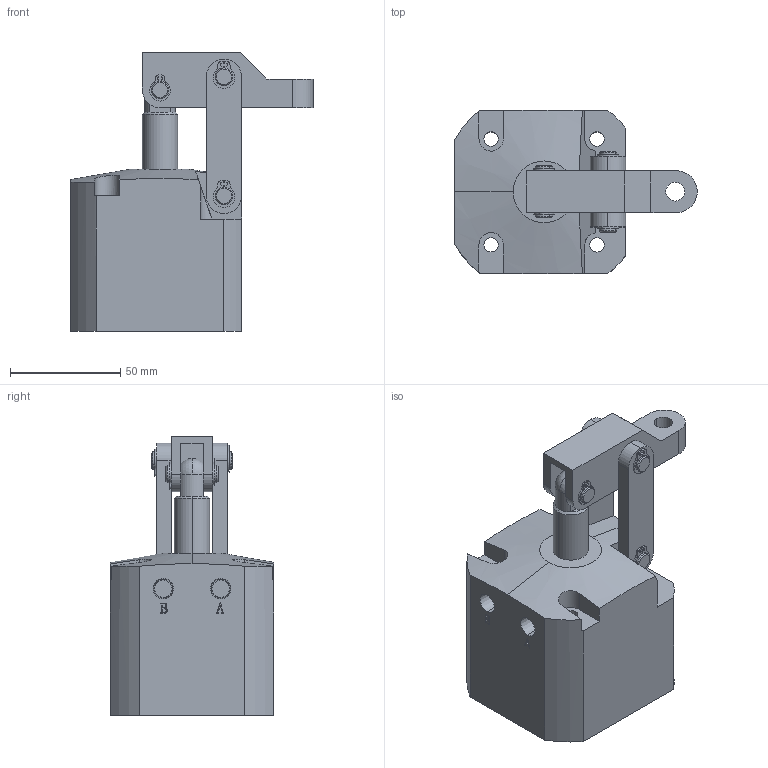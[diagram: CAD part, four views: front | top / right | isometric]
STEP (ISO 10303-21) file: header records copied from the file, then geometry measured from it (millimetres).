
FILE_DESCRIPTION (( 'STEP AP203' ), '1' );
FILE_NAME ('HUKW400A-D-SCS.STEP', '2020-08-24T08:53:31', ( '微软用户' ), ( '微软中国' ), 'SwSTEP 2.0', 'SolidWorks 2012', '' );
FILE_SCHEMA (( 'CONFIG_CONTROL_DESIGN' ));
Length unit declared in the file: millimetre
Products named in the file (9): HUKW400A-D-SCS; external circlip_bsi(BS 3673-4 - S008M); circlips for shaft--type a small gb(GB_CONNECTING_PIECE_RING_RRA 8); HUKV-W400酗种; HUKV-W400揤旋; HUKV-W400蟀裝; HUKV-W400傻种; HUKV-W400活塞杆
Assembly tree (14 placements, depth 2):
  HUKW400A-D-SCS
    HUKW400A-D-SCS
    HUKV-W400活塞杆
    HUKV-W400傻种
    HUKV-W400蟀裝  x2
    HUKV-W400揤旋
    HUKV-W400酗种  x2
    circlips for shaft--type a small gb(GB_CONNECTING_PIECE_RING_RRA 8)  x2
    external circlip_bsi(BS 3673-4 - S008M)  x4
Bounding box: 110 x 74 x 126.5 mm (x, y, z)
Volume: 378761.8 mm3; surface area: 69308.9 mm2
Topology: 14 solids, 14 shells, 392 faces, 995 edges, 655 vertices
Faces by surface type: cylinder 181, plane 167, cone 20, bspline 16, torus 6, sphere 2
Entity records: 9851 total; most frequent: CARTESIAN_POINT 2373, DIRECTION 1362, ORIENTED_EDGE 1296, EDGE_CURVE 648, AXIS2_PLACEMENT_3D 504, VERTEX_POINT 425, VECTOR 354, LINE 354
